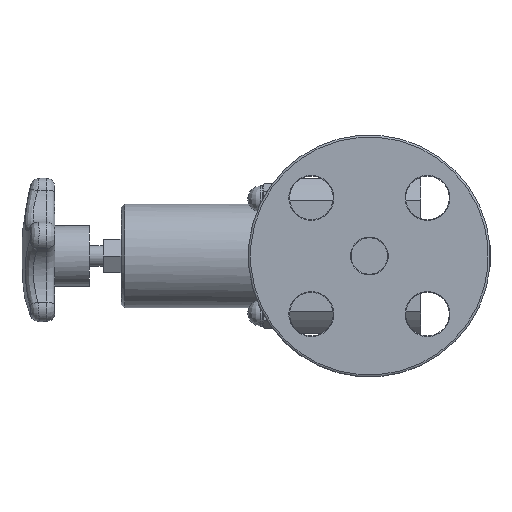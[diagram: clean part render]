
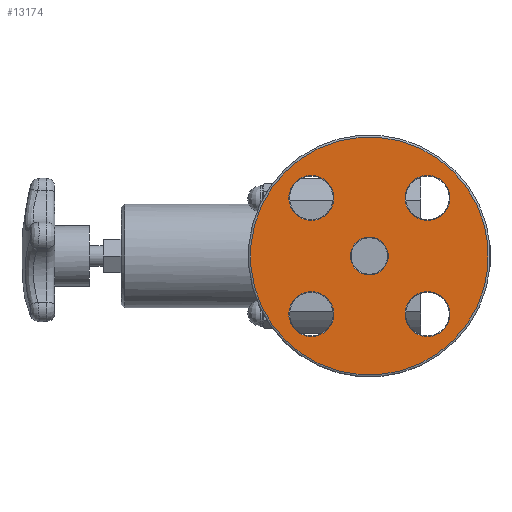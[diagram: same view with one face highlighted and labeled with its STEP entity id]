
A CAD part, left-side view. The second image highlights one B-rep face of the part: STEP entity #13174.
In plain terms, the highlighted planar face has unit normal (-1, 0, 0).
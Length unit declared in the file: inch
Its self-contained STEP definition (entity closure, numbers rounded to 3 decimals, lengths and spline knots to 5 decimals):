
#13068=CARTESIAN_POINT('',(-2.97,1.95622,-1.21622));
#13069=VERTEX_POINT('',#13068);
#13070=CARTESIAN_POINT('',(-2.97,0.74,0.));
#13071=DIRECTION('',(1.0,0.,0.));
#13072=DIRECTION('',(0.,-0.707,0.707));
#13073=AXIS2_PLACEMENT_3D('',#13070,#13071,#13072);
#13074=CIRCLE('',#13073,1.72);
#13075=EDGE_CURVE('',#13069,#13069,#13074,.T.);
#13111=CARTESIAN_POINT('',(-2.97,1.4517,-0.7117));
#13112=DIRECTION('',(-1.0,0.0,0.0));
#13113=DIRECTION('',(0.0,0.707,0.707));
#13114=AXIS2_PLACEMENT_3D('',#13111,#13112,#13113);
#13115=PLANE('',#13114);
#13116=ORIENTED_EDGE('',*,*,#13075,.F.);
#13117=EDGE_LOOP('',(#13116));
#13118=FACE_OUTER_BOUND('',#13117,.T.);
#13119=CARTESIAN_POINT('',(-2.97,1.8095,0.60988));
#13120=VERTEX_POINT('',#13119);
#13121=CARTESIAN_POINT('',(-2.97,1.57969,0.83969));
#13122=DIRECTION('',(-1.,0.,0.));
#13123=DIRECTION('',(0.,-0.707,0.707));
#13124=AXIS2_PLACEMENT_3D('',#13121,#13122,#13123);
#13125=CIRCLE('',#13124,0.325);
#13126=EDGE_CURVE('',#13120,#13120,#13125,.T.);
#13127=ORIENTED_EDGE('',*,*,#13126,.F.);
#13128=EDGE_LOOP('',(#13127));
#13129=FACE_BOUND('',#13128,.T.);
#13130=CARTESIAN_POINT('',(-2.97,0.13012,1.0695));
#13131=VERTEX_POINT('',#13130);
#13132=CARTESIAN_POINT('',(-2.97,-0.09969,0.83969));
#13133=DIRECTION('',(-1.,0.,0.));
#13134=DIRECTION('',(0.,-0.707,-0.707));
#13135=AXIS2_PLACEMENT_3D('',#13132,#13133,#13134);
#13136=CIRCLE('',#13135,0.325);
#13137=EDGE_CURVE('',#13131,#13131,#13136,.T.);
#13138=ORIENTED_EDGE('',*,*,#13137,.F.);
#13139=EDGE_LOOP('',(#13138));
#13140=FACE_BOUND('',#13139,.T.);
#13141=CARTESIAN_POINT('',(-2.97,-0.3295,-0.60988));
#13142=VERTEX_POINT('',#13141);
#13143=CARTESIAN_POINT('',(-2.97,-0.09969,-0.83969));
#13144=DIRECTION('',(-1.,0.,0.));
#13145=DIRECTION('',(0.,0.707,-0.707));
#13146=AXIS2_PLACEMENT_3D('',#13143,#13144,#13145);
#13147=CIRCLE('',#13146,0.325);
#13148=EDGE_CURVE('',#13142,#13142,#13147,.T.);
#13149=ORIENTED_EDGE('',*,*,#13148,.F.);
#13150=EDGE_LOOP('',(#13149));
#13151=FACE_BOUND('',#13150,.T.);
#13152=CARTESIAN_POINT('',(-2.97,0.93304,-0.19304));
#13153=VERTEX_POINT('',#13152);
#13154=CARTESIAN_POINT('',(-2.97,0.74,0.));
#13155=DIRECTION('',(-1.,0.,0.));
#13156=DIRECTION('',(0.,-0.707,0.707));
#13157=AXIS2_PLACEMENT_3D('',#13154,#13155,#13156);
#13158=CIRCLE('',#13157,0.273);
#13159=EDGE_CURVE('',#13153,#13153,#13158,.T.);
#13160=ORIENTED_EDGE('',*,*,#13159,.F.);
#13161=EDGE_LOOP('',(#13160));
#13162=FACE_BOUND('',#13161,.T.);
#13163=CARTESIAN_POINT('',(-2.97,1.34988,-1.0695));
#13164=VERTEX_POINT('',#13163);
#13165=CARTESIAN_POINT('',(-2.97,1.57969,-0.83969));
#13166=DIRECTION('',(-1.,0.,0.));
#13167=DIRECTION('',(0.,0.707,0.707));
#13168=AXIS2_PLACEMENT_3D('',#13165,#13166,#13167);
#13169=CIRCLE('',#13168,0.325);
#13170=EDGE_CURVE('',#13164,#13164,#13169,.T.);
#13171=ORIENTED_EDGE('',*,*,#13170,.F.);
#13172=EDGE_LOOP('',(#13171));
#13173=FACE_BOUND('',#13172,.T.);
#13174=ADVANCED_FACE('',(#13118,#13129,#13140,#13151,#13162,#13173),#13115,.T.);
